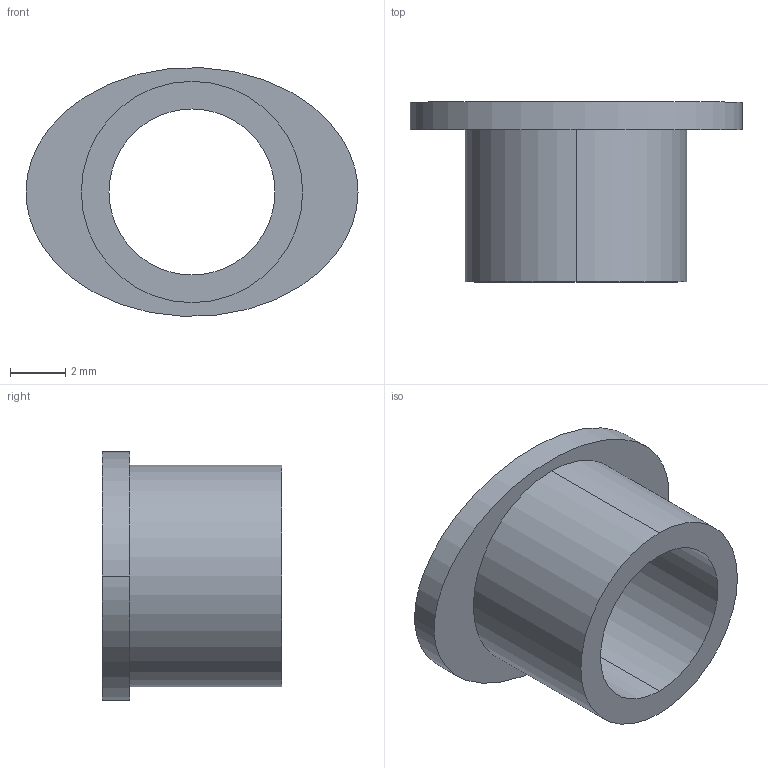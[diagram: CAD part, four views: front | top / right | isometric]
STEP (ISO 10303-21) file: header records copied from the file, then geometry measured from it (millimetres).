
FILE_DESCRIPTION (( 'STEP AP203' ), '1' );
FILE_NAME ('Kraken Compression Coupling.step', '2016-03-08T04:33:34', ( '' ), ( '' ), 'SwSTEP 2.0', 'SolidWorks 2015', '' );
FILE_SCHEMA (( 'CONFIG_CONTROL_DESIGN' ));
Length unit declared in the file: millimetre
Products named in the file (1): Kraken Compression Coupling
Bounding box: 12 x 6.5 x 8.99 mm (x, y, z)
Volume: 177.5 mm3; surface area: 407 mm2
Topology: 1 solids, 1 shells, 9 faces, 18 edges, 12 vertices
Faces by surface type: cylinder 4, plane 3, bspline 2
Entity records: 327 total; most frequent: CARTESIAN_POINT 66, DIRECTION 38, ORIENTED_EDGE 36, EDGE_CURVE 18, AXIS2_PLACEMENT_3D 16, EDGE_LOOP 12, VERTEX_POINT 12, ADVANCED_FACE 9
